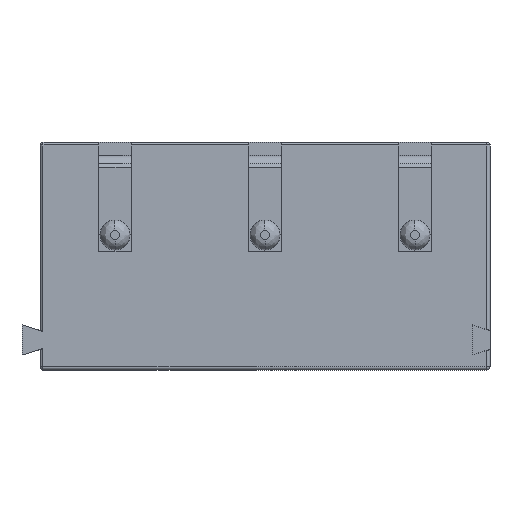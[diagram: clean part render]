
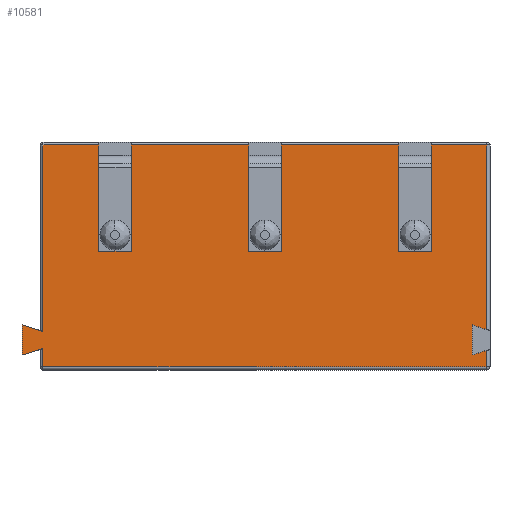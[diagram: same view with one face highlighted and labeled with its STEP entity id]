
A CAD part, front view. The second image highlights one B-rep face of the part: STEP entity #10581.
In plain terms, the highlighted planar face has unit normal (0, -1, 0).
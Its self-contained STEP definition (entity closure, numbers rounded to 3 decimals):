
#2819=DIRECTION('',(0.,0.,1.));
#2820=VECTOR('',#2819,0.617);
#2821=CARTESIAN_POINT('',(-7.4,-5.,-4.4));
#2822=LINE('',#2821,#2820);
#2826=DIRECTION('',(0.,0.,1.));
#2827=VECTOR('',#2826,1.);
#2828=CARTESIAN_POINT('',(-8.1,-5.,-4.));
#2829=LINE('',#2828,#2827);
#2833=DIRECTION('',(0.,0.,1.));
#2834=VECTOR('',#2833,6.217);
#2835=CARTESIAN_POINT('',(-7.4,-5.,-3.217));
#2836=LINE('',#2835,#2834);
#2840=DIRECTION('',(-1.,0.,0.));
#2841=VECTOR('',#2840,1.85);
#2842=CARTESIAN_POINT('',(-5.55,-5.,3.));
#2843=LINE('',#2842,#2841);
#2847=DIRECTION('',(0.,0.,-1.));
#2848=VECTOR('',#2847,3.55);
#2849=CARTESIAN_POINT('',(-5.55,-5.,3.));
#2850=LINE('',#2849,#2848);
#2854=DIRECTION('',(1.,0.,0.));
#2855=VECTOR('',#2854,1.1);
#2856=CARTESIAN_POINT('',(-5.55,-5.,-0.55));
#2857=LINE('',#2856,#2855);
#2861=DIRECTION('',(0.,0.,-1.));
#2862=VECTOR('',#2861,3.55);
#2863=CARTESIAN_POINT('',(-4.45,-5.,3.));
#2864=LINE('',#2863,#2862);
#2868=DIRECTION('',(-1.,0.,0.));
#2869=VECTOR('',#2868,3.9);
#2870=CARTESIAN_POINT('',(-0.55,-5.,3.));
#2871=LINE('',#2870,#2869);
#2875=DIRECTION('',(0.,0.,-1.));
#2876=VECTOR('',#2875,3.55);
#2877=CARTESIAN_POINT('',(-0.55,-5.,3.));
#2878=LINE('',#2877,#2876);
#2882=DIRECTION('',(1.,0.,0.));
#2883=VECTOR('',#2882,1.1);
#2884=CARTESIAN_POINT('',(-0.55,-5.,-0.55));
#2885=LINE('',#2884,#2883);
#2889=DIRECTION('',(0.,0.,-1.));
#2890=VECTOR('',#2889,3.55);
#2891=CARTESIAN_POINT('',(0.55,-5.,3.));
#2892=LINE('',#2891,#2890);
#2896=DIRECTION('',(-1.,0.,0.));
#2897=VECTOR('',#2896,3.9);
#2898=CARTESIAN_POINT('',(4.45,-5.,3.));
#2899=LINE('',#2898,#2897);
#2903=DIRECTION('',(0.,0.,-1.));
#2904=VECTOR('',#2903,3.55);
#2905=CARTESIAN_POINT('',(4.45,-5.,3.));
#2906=LINE('',#2905,#2904);
#2910=DIRECTION('',(1.,0.,0.));
#2911=VECTOR('',#2910,1.1);
#2912=CARTESIAN_POINT('',(4.45,-5.,-0.55));
#2913=LINE('',#2912,#2911);
#2917=DIRECTION('',(0.,0.,-1.));
#2918=VECTOR('',#2917,3.55);
#2919=CARTESIAN_POINT('',(5.55,-5.,3.));
#2920=LINE('',#2919,#2918);
#2924=DIRECTION('',(-1.,0.,0.));
#2925=VECTOR('',#2924,1.85);
#2926=CARTESIAN_POINT('',(7.4,-5.,3.));
#2927=LINE('',#2926,#2925);
#2931=DIRECTION('',(0.,0.,-1.));
#2932=VECTOR('',#2931,6.155);
#2933=CARTESIAN_POINT('',(7.4,-5.,3.));
#2934=LINE('',#2933,#2932);
#2938=DIRECTION('',(-0.955,0.,0.296));
#2939=VECTOR('',#2938,0.523);
#2940=CARTESIAN_POINT('',(7.4,-5.,-3.155));
#2941=LINE('',#2940,#2939);
#2945=DIRECTION('',(0.,0.,-1.));
#2946=VECTOR('',#2945,1.);
#2947=CARTESIAN_POINT('',(6.9,-5.,-3.));
#2948=LINE('',#2947,#2946);
#2952=DIRECTION('',(0.955,0.,0.296));
#2953=VECTOR('',#2952,0.523);
#2954=CARTESIAN_POINT('',(6.9,-5.,-4.));
#2955=LINE('',#2954,#2953);
#2959=DIRECTION('',(0.,0.,-1.));
#2960=VECTOR('',#2959,0.555);
#2961=CARTESIAN_POINT('',(7.4,-5.,-3.845));
#2962=LINE('',#2961,#2960);
#2966=DIRECTION('',(-1.,0.,0.));
#2967=VECTOR('',#2966,14.8);
#2968=CARTESIAN_POINT('',(7.4,-5.,-4.4));
#2969=LINE('',#2968,#2967);
#2994=DIRECTION('',(0.955,0.,0.296));
#2995=VECTOR('',#2994,0.733);
#2996=CARTESIAN_POINT('',(-8.1,-5.,-4.));
#2997=LINE('',#2996,#2995);
#3022=DIRECTION('',(-0.955,0.,0.296));
#3023=VECTOR('',#3022,0.733);
#3024=CARTESIAN_POINT('',(-7.4,-5.,-3.217));
#3025=LINE('',#3024,#3023);
#3036=CARTESIAN_POINT('',(-7.4,-5.,-3.217));
#3302=CARTESIAN_POINT('',(7.4,-5.,-3.155));
#6329=CARTESIAN_POINT('',(-5.55,-5.,-0.55));
#6330=CARTESIAN_POINT('',(-4.45,-5.,-0.55));
#6331=VERTEX_POINT('',#6329);
#6332=VERTEX_POINT('',#6330);
#6545=CARTESIAN_POINT('',(-0.55,-5.,-0.55));
#6546=CARTESIAN_POINT('',(0.55,-5.,-0.55));
#6547=VERTEX_POINT('',#6545);
#6548=VERTEX_POINT('',#6546);
#6745=CARTESIAN_POINT('',(0.55,-5.,3.));
#6747=VERTEX_POINT('',#6745);
#6751=CARTESIAN_POINT('',(4.45,-5.,3.));
#6752=VERTEX_POINT('',#6751);
#6757=CARTESIAN_POINT('',(-0.55,-5.,3.));
#6758=CARTESIAN_POINT('',(-4.45,-5.,3.));
#6759=VERTEX_POINT('',#6757);
#6760=VERTEX_POINT('',#6758);
#6763=CARTESIAN_POINT('',(-5.55,-5.,3.));
#6764=VERTEX_POINT('',#6763);
#6795=CARTESIAN_POINT('',(-7.4,-5.,-4.4));
#6796=VERTEX_POINT('',#6795);
#6799=CARTESIAN_POINT('',(-7.4,-5.,-3.783));
#6800=VERTEX_POINT('',#6799);
#6829=CARTESIAN_POINT('',(7.4,-5.,-3.845));
#6830=CARTESIAN_POINT('',(7.4,-5.,-4.4));
#6831=VERTEX_POINT('',#6829);
#6832=VERTEX_POINT('',#6830);
#6849=VERTEX_POINT('',#3036);
#6883=CARTESIAN_POINT('',(-8.1,-5.,-4.));
#6884=CARTESIAN_POINT('',(-8.1,-5.,-3.));
#6885=VERTEX_POINT('',#6883);
#6886=VERTEX_POINT('',#6884);
#6903=CARTESIAN_POINT('',(6.9,-5.,-3.));
#6904=CARTESIAN_POINT('',(6.9,-5.,-4.));
#6905=VERTEX_POINT('',#6903);
#6906=VERTEX_POINT('',#6904);
#6907=CARTESIAN_POINT('',(-7.4,-5.,3.));
#6908=VERTEX_POINT('',#6907);
#6910=VERTEX_POINT('',#3302);
#6911=CARTESIAN_POINT('',(7.4,-5.,3.));
#6912=VERTEX_POINT('',#6911);
#7107=CARTESIAN_POINT('',(5.55,-5.,3.));
#7108=VERTEX_POINT('',#7107);
#7157=CARTESIAN_POINT('',(4.45,-5.,-0.55));
#7158=CARTESIAN_POINT('',(5.55,-5.,-0.55));
#7159=VERTEX_POINT('',#7157);
#7160=VERTEX_POINT('',#7158);
#10527=CARTESIAN_POINT('',(-7.5,-5.,3.1));
#10528=DIRECTION('',(0.,-1.,0.));
#10529=DIRECTION('',(0.,0.,-1.));
#10530=AXIS2_PLACEMENT_3D('',#10527,#10528,#10529);
#10531=PLANE('',#10530);
#10533=ORIENTED_EDGE('',*,*,#10532,.T.);
#10535=ORIENTED_EDGE('',*,*,#10534,.F.);
#10537=ORIENTED_EDGE('',*,*,#10536,.T.);
#10539=ORIENTED_EDGE('',*,*,#10538,.F.);
#10541=ORIENTED_EDGE('',*,*,#10540,.T.);
#10543=ORIENTED_EDGE('',*,*,#10542,.F.);
#10545=ORIENTED_EDGE('',*,*,#10544,.T.);
#10547=ORIENTED_EDGE('',*,*,#10546,.T.);
#10549=ORIENTED_EDGE('',*,*,#10548,.F.);
#10551=ORIENTED_EDGE('',*,*,#10550,.F.);
#10553=ORIENTED_EDGE('',*,*,#10552,.T.);
#10555=ORIENTED_EDGE('',*,*,#10554,.T.);
#10557=ORIENTED_EDGE('',*,*,#10556,.F.);
#10559=ORIENTED_EDGE('',*,*,#10558,.F.);
#10561=ORIENTED_EDGE('',*,*,#10560,.T.);
#10563=ORIENTED_EDGE('',*,*,#10562,.T.);
#10565=ORIENTED_EDGE('',*,*,#10564,.F.);
#10567=ORIENTED_EDGE('',*,*,#10566,.F.);
#10569=ORIENTED_EDGE('',*,*,#10568,.T.);
#10571=ORIENTED_EDGE('',*,*,#10570,.T.);
#10573=ORIENTED_EDGE('',*,*,#10572,.T.);
#10575=ORIENTED_EDGE('',*,*,#10574,.T.);
#10577=ORIENTED_EDGE('',*,*,#10576,.T.);
#10578=ORIENTED_EDGE('',*,*,#10507,.T.);
#10579=EDGE_LOOP('',(#10533,#10535,#10537,#10539,#10541,#10543,#10545,#10547,
#10549,#10551,#10553,#10555,#10557,#10559,#10561,#10563,#10565,#10567,#10569,
#10571,#10573,#10575,#10577,#10578));
#10580=FACE_OUTER_BOUND('',#10579,.F.);
#10581=ADVANCED_FACE('',(#10580),#10531,.T.);
#10507=EDGE_CURVE('',#6832,#6796,#2969,.T.);
#10532=EDGE_CURVE('',#6796,#6800,#2822,.T.);
#10534=EDGE_CURVE('',#6885,#6800,#2997,.T.);
#10536=EDGE_CURVE('',#6885,#6886,#2829,.T.);
#10538=EDGE_CURVE('',#6849,#6886,#3025,.T.);
#10540=EDGE_CURVE('',#6849,#6908,#2836,.T.);
#10542=EDGE_CURVE('',#6764,#6908,#2843,.T.);
#10544=EDGE_CURVE('',#6764,#6331,#2850,.T.);
#10546=EDGE_CURVE('',#6331,#6332,#2857,.T.);
#10548=EDGE_CURVE('',#6760,#6332,#2864,.T.);
#10550=EDGE_CURVE('',#6759,#6760,#2871,.T.);
#10552=EDGE_CURVE('',#6759,#6547,#2878,.T.);
#10554=EDGE_CURVE('',#6547,#6548,#2885,.T.);
#10556=EDGE_CURVE('',#6747,#6548,#2892,.T.);
#10558=EDGE_CURVE('',#6752,#6747,#2899,.T.);
#10560=EDGE_CURVE('',#6752,#7159,#2906,.T.);
#10562=EDGE_CURVE('',#7159,#7160,#2913,.T.);
#10564=EDGE_CURVE('',#7108,#7160,#2920,.T.);
#10566=EDGE_CURVE('',#6912,#7108,#2927,.T.);
#10568=EDGE_CURVE('',#6912,#6910,#2934,.T.);
#10570=EDGE_CURVE('',#6910,#6905,#2941,.T.);
#10572=EDGE_CURVE('',#6905,#6906,#2948,.T.);
#10574=EDGE_CURVE('',#6906,#6831,#2955,.T.);
#10576=EDGE_CURVE('',#6831,#6832,#2962,.T.);
